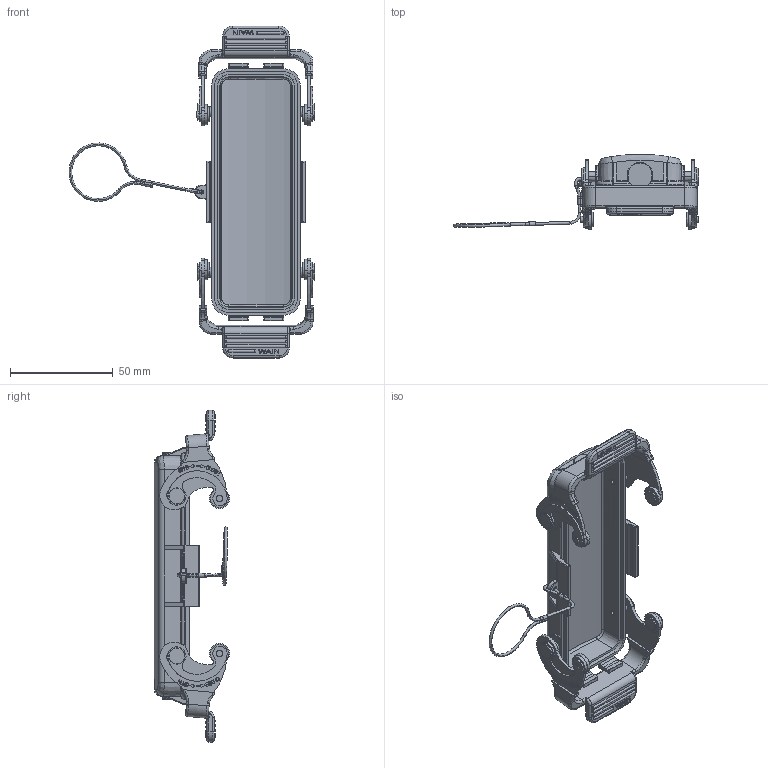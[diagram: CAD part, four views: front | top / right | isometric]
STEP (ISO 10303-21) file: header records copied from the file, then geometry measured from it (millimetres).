
FILE_DESCRIPTION((''),'2;1');
FILE_NAME('3D__H24B-MCV-2L_SC_1S_V1','2019-09-10T',('zl.chen'),(''),'PRO/ENGINEER BY PARAMETRIC TECHNOLOGY CORPORATION, 2013430','PRO/ENGINEER BY PARAMETRIC TECHNOLOGY CORPORATION, 2013430','');
FILE_SCHEMA(('CONFIG_CONTROL_DESIGN','SHAPE_APPEARANCE_LAYERS_GROUPS'));
Length unit declared in the file: inch
Products named in the file (1): 3D__H24B-MCV-2L_SC_1S_V1
Bounding box: 119.87 x 36.56 x 161.8 mm (x, y, z)
Volume: 39300.3 mm3; surface area: 34362 mm2
Topology: 1 solids, 1 shells, 1636 faces, 4416 edges, 2907 vertices
Faces by surface type: plane 699, cylinder 427, extrusion 158, torus 135, bspline 129, cone 56, sphere 32
Entity records: 67275 total; most frequent: CARTESIAN_POINT 18495, ORIENTED_EDGE 8812, DIRECTION 7821, EDGE_CURVE 4406, VERTEX_POINT 2907, AXIS2_PLACEMENT_3D 2725, VECTOR 2371, LINE 2213
